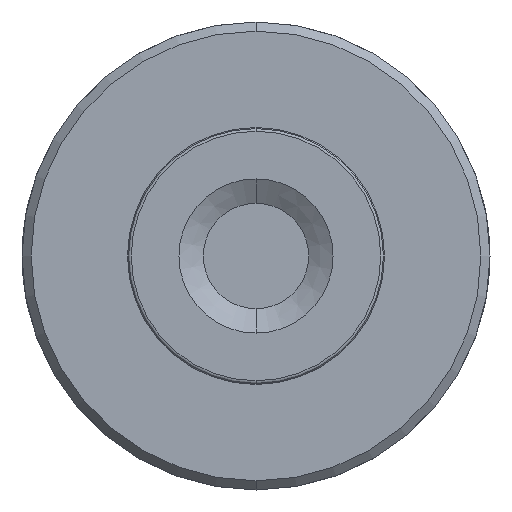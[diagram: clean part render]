
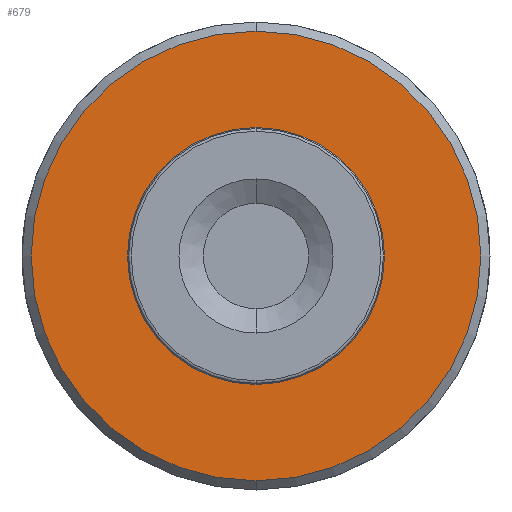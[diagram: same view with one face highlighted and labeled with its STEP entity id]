
A CAD part, front view. The second image highlights one B-rep face of the part: STEP entity #679.
In plain terms, the highlighted planar face has unit normal (0, -1, 0).
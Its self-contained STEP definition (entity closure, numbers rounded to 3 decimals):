
#182=CARTESIAN_POINT('',(0.,-16.95,0.));
#183=DIRECTION('',(0.,-1.,0.));
#184=DIRECTION('',(0.,0.,-1.));
#185=AXIS2_PLACEMENT_3D('',#182,#183,#184);
#187=CARTESIAN_POINT('',(0.,-16.95,0.));
#188=DIRECTION('',(0.,-1.,0.));
#189=DIRECTION('',(0.,0.,1.));
#190=AXIS2_PLACEMENT_3D('',#187,#188,#189);
#192=CARTESIAN_POINT('',(0.,-16.95,0.));
#193=DIRECTION('',(0.,1.,0.));
#194=DIRECTION('',(0.,0.,-1.));
#195=AXIS2_PLACEMENT_3D('',#192,#193,#194);
#197=CARTESIAN_POINT('',(0.,-16.95,0.));
#198=DIRECTION('',(0.,1.,0.));
#199=DIRECTION('',(0.,0.,1.));
#200=AXIS2_PLACEMENT_3D('',#197,#198,#199);
#352=CARTESIAN_POINT('',(0.,-16.95,3.5));
#354=VERTEX_POINT('',#352);
#356=CARTESIAN_POINT('',(0.,-16.95,-3.5));
#358=VERTEX_POINT('',#356);
#376=CARTESIAN_POINT('',(0.,-16.95,-6.125));
#377=VERTEX_POINT('',#376);
#378=CARTESIAN_POINT('',(0.,-16.95,6.125));
#379=VERTEX_POINT('',#378);
#664=CARTESIAN_POINT('',(0.,-16.95,3.5));
#665=DIRECTION('',(0.,-1.,0.));
#666=DIRECTION('',(0.,0.,-1.));
#667=AXIS2_PLACEMENT_3D('',#664,#665,#666);
#668=PLANE('',#667);
#669=ORIENTED_EDGE('',*,*,#450,.F.);
#670=ORIENTED_EDGE('',*,*,#465,.F.);
#671=EDGE_LOOP('',(#669,#670));
#672=FACE_OUTER_BOUND('',#671,.F.);
#674=ORIENTED_EDGE('',*,*,#673,.F.);
#676=ORIENTED_EDGE('',*,*,#675,.F.);
#677=EDGE_LOOP('',(#674,#676));
#678=FACE_BOUND('',#677,.F.);
#679=ADVANCED_FACE('',(#672,#678),#668,.T.);
#186=CIRCLE('',#185,6.125);
#191=CIRCLE('',#190,6.125);
#196=CIRCLE('',#195,3.5);
#201=CIRCLE('',#200,3.5);
#450=EDGE_CURVE('',#377,#379,#186,.T.);
#465=EDGE_CURVE('',#379,#377,#191,.T.);
#673=EDGE_CURVE('',#358,#354,#196,.T.);
#675=EDGE_CURVE('',#354,#358,#201,.T.);
